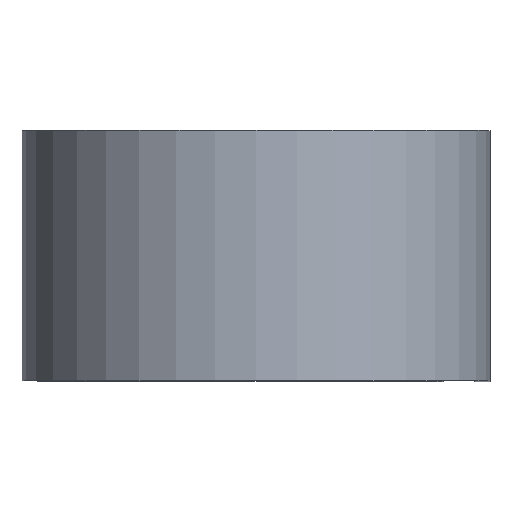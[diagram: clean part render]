
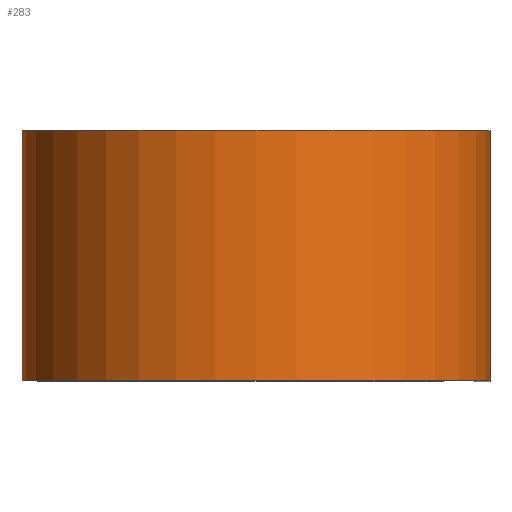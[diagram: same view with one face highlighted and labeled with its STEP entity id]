
A CAD part, top view. The second image highlights one B-rep face of the part: STEP entity #283.
In plain terms, the highlighted cylindrical face has radius 23.749 mm (diameter 47.498 mm), a partial arc.
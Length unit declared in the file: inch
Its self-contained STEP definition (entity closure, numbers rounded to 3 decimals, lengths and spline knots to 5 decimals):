
#8 = CARTESIAN_POINT ( 'NONE',  ( 0.935, -0.5, 0. ) ) ;
#22 = LINE ( 'NONE', #105, #35 ) ;
#34 = DIRECTION ( 'NONE',  ( 0., 1., 0. ) ) ;
#35 = VECTOR ( 'NONE', #299, 39.37008 ) ;
#68 = CYLINDRICAL_SURFACE ( 'NONE', #319, 0.935 ) ;
#77 = VERTEX_POINT ( 'NONE', #172 ) ;
#90 = EDGE_CURVE ( 'NONE', #155, #566, #22, .T. ) ;
#105 = CARTESIAN_POINT ( 'NONE',  ( 0.935, 0.5, 0. ) ) ;
#112 = EDGE_LOOP ( 'NONE', ( #456, #602, #504, #434 ) ) ;
#116 = CARTESIAN_POINT ( 'NONE',  ( 0., 0.5, 0. ) ) ;
#117 = DIRECTION ( 'NONE',  ( 0., 1., 0. ) ) ;
#121 = DIRECTION ( 'NONE',  ( 1., 0., 0. ) ) ;
#151 = AXIS2_PLACEMENT_3D ( 'NONE', #525, #34, #194 ) ;
#155 = VERTEX_POINT ( 'NONE', #579 ) ;
#165 = FACE_OUTER_BOUND ( 'NONE', #112, .T. ) ;
#172 = CARTESIAN_POINT ( 'NONE',  ( 0., 0.5, -0.935 ) ) ;
#194 = DIRECTION ( 'NONE',  ( 1., 0., 0. ) ) ;
#199 = EDGE_CURVE ( 'NONE', #77, #561, #230, .T. ) ;
#220 = VECTOR ( 'NONE', #400, 39.37008 ) ;
#230 = LINE ( 'NONE', #376, #220 ) ;
#276 = EDGE_CURVE ( 'NONE', #561, #566, #499, .T. ) ;
#283 = ADVANCED_FACE ( 'NONE', ( #165 ), #68, .T. ) ;
#299 = DIRECTION ( 'NONE',  ( 0., -1., 0. ) ) ;
#319 = AXIS2_PLACEMENT_3D ( 'NONE', #503, #565, #450 ) ;
#376 = CARTESIAN_POINT ( 'NONE',  ( 0., 0.5, -0.935 ) ) ;
#400 = DIRECTION ( 'NONE',  ( 0., -1., 0. ) ) ;
#434 = ORIENTED_EDGE ( 'NONE', *, *, #199, .T. ) ;
#438 = EDGE_CURVE ( 'NONE', #77, #155, #498, .T. ) ;
#450 = DIRECTION ( 'NONE',  ( 0., 0., -1. ) ) ;
#456 = ORIENTED_EDGE ( 'NONE', *, *, #276, .T. ) ;
#498 = CIRCLE ( 'NONE', #577, 0.935 ) ;
#499 = CIRCLE ( 'NONE', #151, 0.935 ) ;
#503 = CARTESIAN_POINT ( 'NONE',  ( 0., 0.5, 0. ) ) ;
#504 = ORIENTED_EDGE ( 'NONE', *, *, #438, .F. ) ;
#525 = CARTESIAN_POINT ( 'NONE',  ( 0., -0.5, 0. ) ) ;
#561 = VERTEX_POINT ( 'NONE', #575 ) ;
#565 = DIRECTION ( 'NONE',  ( 0., -1., 0. ) ) ;
#566 = VERTEX_POINT ( 'NONE', #8 ) ;
#575 = CARTESIAN_POINT ( 'NONE',  ( 0., -0.5, -0.935 ) ) ;
#577 = AXIS2_PLACEMENT_3D ( 'NONE', #116, #117, #121 ) ;
#579 = CARTESIAN_POINT ( 'NONE',  ( 0.935, 0.5, 0. ) ) ;
#602 = ORIENTED_EDGE ( 'NONE', *, *, #90, .F. ) ;
